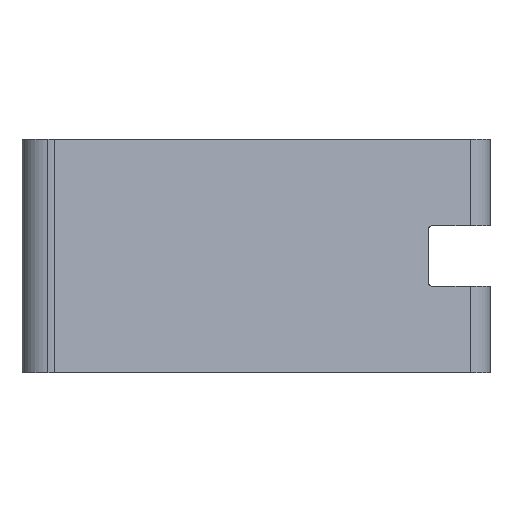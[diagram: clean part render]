
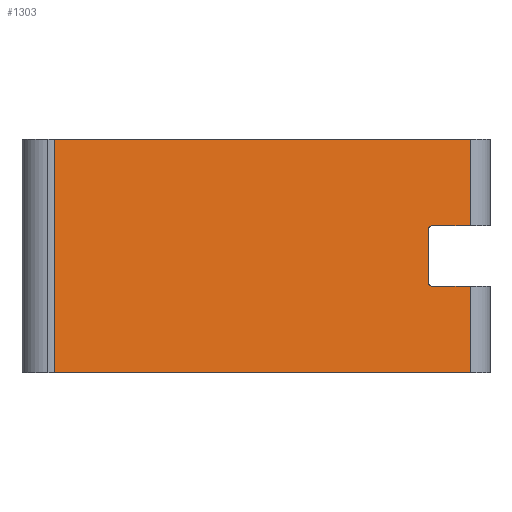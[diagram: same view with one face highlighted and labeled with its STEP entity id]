
A CAD part, left-side view. The second image highlights one B-rep face of the part: STEP entity #1303.
In plain terms, the highlighted planar face has unit normal (-0.97, -0.242, 0).
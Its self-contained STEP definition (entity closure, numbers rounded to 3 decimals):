
#14 = EDGE_CURVE ( 'NONE', #491, #1420, #383, .T. ) ;
#31 = ORIENTED_EDGE ( 'NONE', *, *, #715, .T. ) ;
#62 = CARTESIAN_POINT ( 'NONE',  ( -3.39, 13.598, 3.5 ) ) ;
#86 = VERTEX_POINT ( 'NONE', #798 ) ;
#108 = CARTESIAN_POINT ( 'NONE',  ( -15.209, 61., -3.5 ) ) ;
#118 = VECTOR ( 'NONE', #936, 1000. ) ;
#120 = DIRECTION ( 'NONE',  ( 0.97, 0.242, 0. ) ) ;
#158 = CARTESIAN_POINT ( 'NONE',  ( -2.302, 9.232, 13.5 ) ) ;
#160 = ORIENTED_EDGE ( 'NONE', *, *, #943, .T. ) ;
#169 = AXIS2_PLACEMENT_3D ( 'NONE', #404, #1280, #393 ) ;
#212 = CARTESIAN_POINT ( 'NONE',  ( -2.302, 9.232, -3.5 ) ) ;
#236 = VERTEX_POINT ( 'NONE', #1411 ) ;
#239 = CIRCLE ( 'NONE', #1422, 0.5 ) ;
#276 = ORIENTED_EDGE ( 'NONE', *, *, #14, .T. ) ;
#284 = EDGE_CURVE ( 'NONE', #236, #491, #239, .T. ) ;
#295 = VECTOR ( 'NONE', #1250, 1000. ) ;
#361 = CARTESIAN_POINT ( 'NONE',  ( -2.302, 9.232, 13.5 ) ) ;
#383 = LINE ( 'NONE', #825, #756 ) ;
#393 = DIRECTION ( 'NONE',  ( 0.242, -0.97, 0. ) ) ;
#397 = CARTESIAN_POINT ( 'NONE',  ( -15.209, 61., 13.5 ) ) ;
#404 = CARTESIAN_POINT ( 'NONE',  ( -3.39, 13.598, -3. ) ) ;
#425 = CARTESIAN_POINT ( 'NONE',  ( -3.511, 14.084, -3. ) ) ;
#431 = CARTESIAN_POINT ( 'NONE',  ( -3.39, 13.598, -3.5 ) ) ;
#491 = VERTEX_POINT ( 'NONE', #62 ) ;
#502 = VECTOR ( 'NONE', #931, 1000. ) ;
#530 = DIRECTION ( 'NONE',  ( 0.242, -0.97, 0. ) ) ;
#552 = EDGE_CURVE ( 'NONE', #918, #586, #567, .T. ) ;
#561 = DIRECTION ( 'NONE',  ( -0.242, 0.97, 0. ) ) ;
#567 = LINE ( 'NONE', #108, #592 ) ;
#568 = CARTESIAN_POINT ( 'NONE',  ( -2.302, 9.232, 13.5 ) ) ;
#576 = LINE ( 'NONE', #910, #502 ) ;
#586 = VERTEX_POINT ( 'NONE', #431 ) ;
#592 = VECTOR ( 'NONE', #561, 1000. ) ;
#613 = DIRECTION ( 'NONE',  ( 0., 0., -1. ) ) ;
#683 = EDGE_CURVE ( 'NONE', #1311, #236, #576, .T. ) ;
#692 = DIRECTION ( 'NONE',  ( 0.242, -0.97, 0. ) ) ;
#715 = EDGE_CURVE ( 'NONE', #1424, #1003, #1241, .T. ) ;
#720 = EDGE_LOOP ( 'NONE', ( #1418, #160, #743, #809, #276, #1275, #31, #1182, #1054, #1385 ) ) ;
#726 = LINE ( 'NONE', #822, #806 ) ;
#743 = ORIENTED_EDGE ( 'NONE', *, *, #683, .T. ) ;
#744 = EDGE_CURVE ( 'NONE', #1424, #1420, #1354, .T. ) ;
#748 = PLANE ( 'NONE',  #1056 ) ;
#756 = VECTOR ( 'NONE', #1267, 1000. ) ;
#798 = CARTESIAN_POINT ( 'NONE',  ( -14.28, 57.274, -13.5 ) ) ;
#806 = VECTOR ( 'NONE', #841, 1000. ) ;
#809 = ORIENTED_EDGE ( 'NONE', *, *, #284, .T. ) ;
#822 = CARTESIAN_POINT ( 'NONE',  ( -14.28, 57.274, 13.5 ) ) ;
#825 = CARTESIAN_POINT ( 'NONE',  ( -15.209, 61., 3.5 ) ) ;
#841 = DIRECTION ( 'NONE',  ( 0., 0., -1. ) ) ;
#853 = CARTESIAN_POINT ( 'NONE',  ( -2.302, 9.232, -13.5 ) ) ;
#898 = CARTESIAN_POINT ( 'NONE',  ( -14.28, 57.274, 13.5 ) ) ;
#910 = CARTESIAN_POINT ( 'NONE',  ( -3.511, 14.084, 13.5 ) ) ;
#918 = VERTEX_POINT ( 'NONE', #212 ) ;
#919 = DIRECTION ( 'NONE',  ( -0.242, 0.97, 0. ) ) ;
#931 = DIRECTION ( 'NONE',  ( 0., 0., 1. ) ) ;
#933 = EDGE_CURVE ( 'NONE', #1325, #86, #1017, .T. ) ;
#935 = EDGE_CURVE ( 'NONE', #1003, #86, #726, .T. ) ;
#936 = DIRECTION ( 'NONE',  ( -0.242, 0.97, 0. ) ) ;
#943 = EDGE_CURVE ( 'NONE', #586, #1311, #1130, .T. ) ;
#978 = EDGE_CURVE ( 'NONE', #918, #1325, #1265, .T. ) ;
#983 = DIRECTION ( 'NONE',  ( -0.97, -0.242, 0. ) ) ;
#1003 = VERTEX_POINT ( 'NONE', #898 ) ;
#1017 = LINE ( 'NONE', #1149, #118 ) ;
#1022 = CARTESIAN_POINT ( 'NONE',  ( -3.39, 13.598, 3. ) ) ;
#1054 = ORIENTED_EDGE ( 'NONE', *, *, #933, .F. ) ;
#1056 = AXIS2_PLACEMENT_3D ( 'NONE', #397, #983, #530 ) ;
#1130 = CIRCLE ( 'NONE', #169, 0.5 ) ;
#1149 = CARTESIAN_POINT ( 'NONE',  ( -15.209, 61., -13.5 ) ) ;
#1175 = VECTOR ( 'NONE', #919, 1000. ) ;
#1182 = ORIENTED_EDGE ( 'NONE', *, *, #935, .T. ) ;
#1234 = CARTESIAN_POINT ( 'NONE',  ( -15.209, 61., 13.5 ) ) ;
#1241 = LINE ( 'NONE', #1234, #1175 ) ;
#1250 = DIRECTION ( 'NONE',  ( 0., 0., -1. ) ) ;
#1265 = LINE ( 'NONE', #158, #1383 ) ;
#1267 = DIRECTION ( 'NONE',  ( 0.242, -0.97, 0. ) ) ;
#1275 = ORIENTED_EDGE ( 'NONE', *, *, #744, .F. ) ;
#1277 = FACE_OUTER_BOUND ( 'NONE', #720, .T. ) ;
#1280 = DIRECTION ( 'NONE',  ( 0.97, 0.242, 0. ) ) ;
#1303 = ADVANCED_FACE ( 'NONE', ( #1277 ), #748, .T. ) ;
#1311 = VERTEX_POINT ( 'NONE', #425 ) ;
#1325 = VERTEX_POINT ( 'NONE', #853 ) ;
#1354 = LINE ( 'NONE', #361, #295 ) ;
#1383 = VECTOR ( 'NONE', #613, 1000. ) ;
#1385 = ORIENTED_EDGE ( 'NONE', *, *, #978, .F. ) ;
#1411 = CARTESIAN_POINT ( 'NONE',  ( -3.511, 14.084, 3. ) ) ;
#1418 = ORIENTED_EDGE ( 'NONE', *, *, #552, .T. ) ;
#1420 = VERTEX_POINT ( 'NONE', #1427 ) ;
#1422 = AXIS2_PLACEMENT_3D ( 'NONE', #1022, #120, #692 ) ;
#1424 = VERTEX_POINT ( 'NONE', #568 ) ;
#1427 = CARTESIAN_POINT ( 'NONE',  ( -2.302, 9.232, 3.5 ) ) ;
